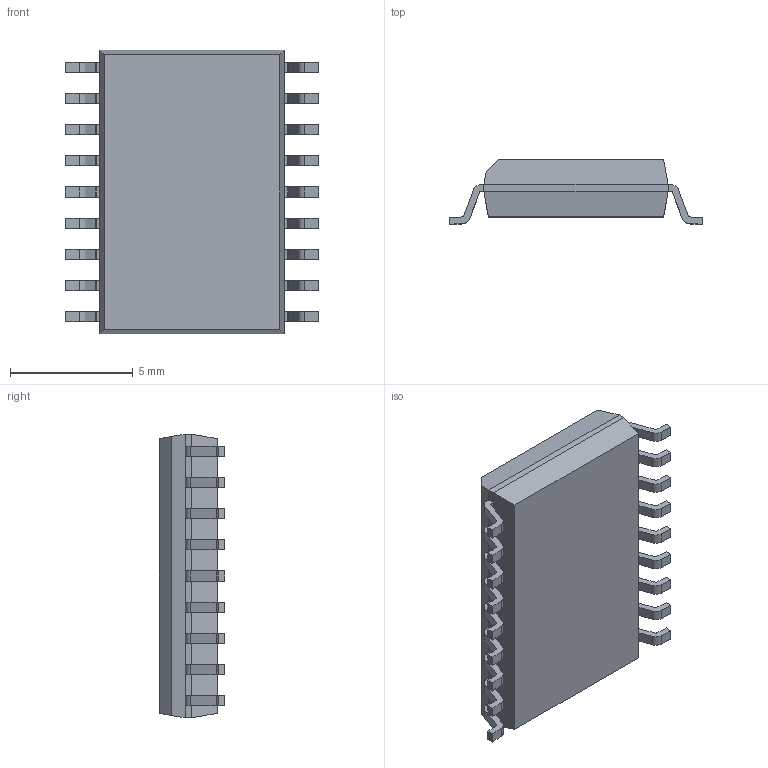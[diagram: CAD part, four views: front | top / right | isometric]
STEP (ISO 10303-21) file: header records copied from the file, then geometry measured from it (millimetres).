
FILE_DESCRIPTION (( 'STEP AP214' ), '1' );
FILE_NAME ('MCP2515ESO.STEP', '2024-02-08T09:39:16', ( 'LENOVO' ), ( '' ), 'SwSTEP 2.0', 'SolidWorks 2021', '' );
FILE_SCHEMA (( 'AUTOMOTIVE_DESIGN' ));
Length unit declared in the file: millimetre
Products named in the file (1): MCP2515ESO
Bounding box: 10.3 x 2.65 x 11.55 mm (x, y, z)
Volume: 199.6 mm3; surface area: 305.2 mm2
Topology: 20 solids, 20 shells, 274 faces, 691 edges, 458 vertices
Faces by surface type: plane 198, cylinder 76
Entity records: 8388 total; most frequent: CARTESIAN_POINT 1424, DIRECTION 1393, ORIENTED_EDGE 1382, EDGE_CURVE 691, VECTOR 539, LINE 539, VERTEX_POINT 458, AXIS2_PLACEMENT_3D 427
